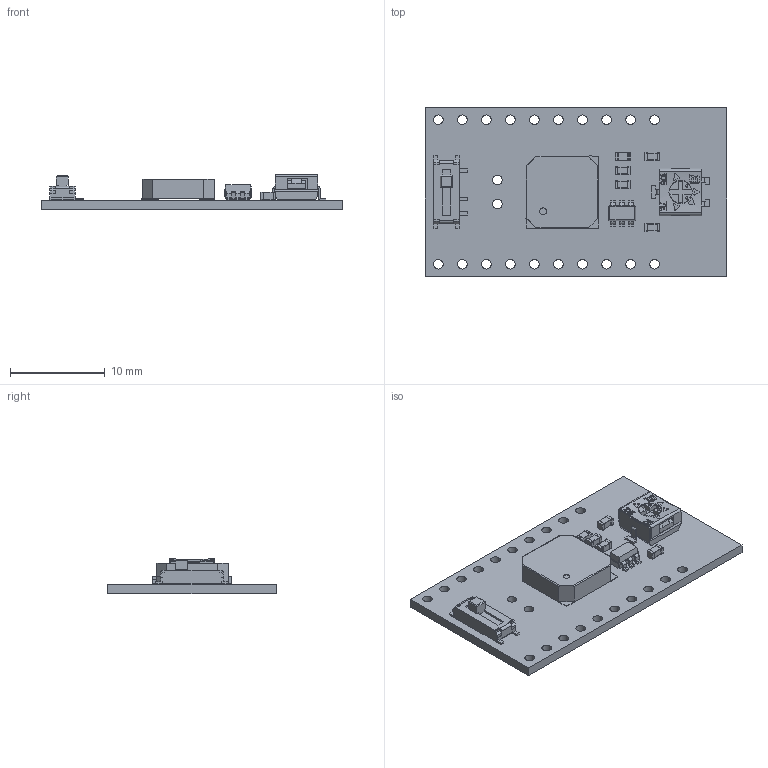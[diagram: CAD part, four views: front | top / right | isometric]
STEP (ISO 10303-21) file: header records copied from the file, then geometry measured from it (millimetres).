
FILE_DESCRIPTION(('KiCad electronic assembly'),'2;1');
FILE_NAME('Shield_Audio.step','2024-03-24T11:15:55',('Pcbnew'),('Kicad') ,'Open CASCADE STEP processor 7.7','KiCad to STEP converter','Unknown' );
FILE_SCHEMA(('AUTOMOTIVE_DESIGN { 1 0 10303 214 1 1 1 1 }'));
Length unit declared in the file: millimetre
Products named in the file (14): Shield_Audio 1; SMD_Trimmer; 3314g-2-104e; Slide_switch_spdt_top_actuator; Slide_switch_spdt_top_actuator v3; R_0603_1608Metric; C_0603_1608Metric; MagneticBuzzer_7_5mm; MagneticBuzzer_7_5mm v3; SOT-23-6; SOT_23_6; Shield_Audio_PCB
Assembly tree (16 placements, depth 3):
  Shield_Audio 1
    SMD_Trimmer
      3314g-2-104e
    Slide_switch_spdt_top_actuator
      Slide_switch_spdt_top_actuator v3
    R_0603_1608Metric
      R_0603_1608Metric
    C_0603_1608Metric  x4
      C_0603_1608Metric
    MagneticBuzzer_7_5mm
      MagneticBuzzer_7_5mm v3
    SOT-23-6
      SOT_23_6
    Shield_Audio_PCB
Bounding box: 31.85 x 17.78 x 3.71 mm (x, y, z)
Volume: 746.9 mm3; surface area: 1772.2 mm2
Topology: 10 solids, 11 shells, 825 faces, 2234 edges, 1458 vertices
Faces by surface type: plane 595, cylinder 188, bspline 34, cone 4, torus 4
Full cylindrical faces by diameter (mm): 0.72 x1, 0.8 x2, 0.9 x2, 1.016 x22
Entity records: 25387 total; most frequent: CARTESIAN_POINT 4787, ORIENTED_EDGE 4036, DIRECTION 3637, EDGE_CURVE 2018, LINE 1535, VECTOR 1535, VERTEX_POINT 1314, AXIS2_PLACEMENT_3D 1051
